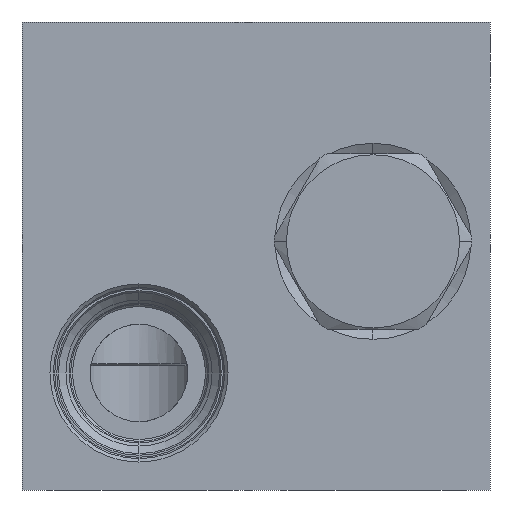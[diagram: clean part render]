
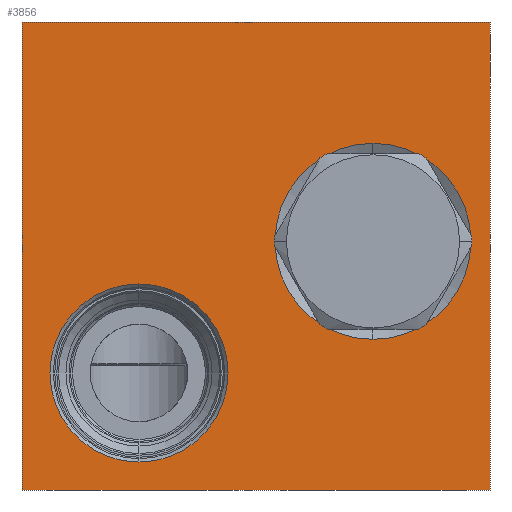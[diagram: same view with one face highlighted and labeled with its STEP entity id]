
A CAD part, left-side view. The second image highlights one B-rep face of the part: STEP entity #3856.
In plain terms, the highlighted planar face has unit normal (-1, 0, 0).
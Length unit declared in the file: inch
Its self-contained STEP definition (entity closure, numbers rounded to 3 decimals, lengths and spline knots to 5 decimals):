
#1=DIRECTION('',(0.,-1.,0.));
#2=VECTOR('',#1,3.);
#3=CARTESIAN_POINT('',(0.,0.,0.));
#4=LINE('',#3,#2);
#37=DIRECTION('',(0.,0.,1.));
#38=VECTOR('',#37,3.);
#39=CARTESIAN_POINT('',(0.,0.,0.));
#40=LINE('',#39,#38);
#41=CARTESIAN_POINT('',(0.,-2.25,1.594));
#42=DIRECTION('',(1.,0.,0.));
#43=DIRECTION('',(0.,0.,-1.));
#44=AXIS2_PLACEMENT_3D('',#41,#42,#43);
#46=CARTESIAN_POINT('',(0.,-2.25,1.594));
#47=DIRECTION('',(1.,0.,0.));
#48=DIRECTION('',(0.,0.,1.));
#49=AXIS2_PLACEMENT_3D('',#46,#47,#48);
#51=CARTESIAN_POINT('',(0.,-0.75,0.75));
#52=DIRECTION('',(1.,0.,0.));
#53=DIRECTION('',(0.,0.,-1.));
#54=AXIS2_PLACEMENT_3D('',#51,#52,#53);
#56=CARTESIAN_POINT('',(0.,-0.75,0.75));
#57=DIRECTION('',(1.,0.,0.));
#58=DIRECTION('',(0.,0.,1.));
#59=AXIS2_PLACEMENT_3D('',#56,#57,#58);
#109=DIRECTION('',(0.,0.,1.));
#110=VECTOR('',#109,3.);
#111=CARTESIAN_POINT('',(0.,-3.,0.));
#112=LINE('',#111,#110);
#133=DIRECTION('',(0.,-1.,0.));
#134=VECTOR('',#133,3.);
#135=CARTESIAN_POINT('',(0.,0.,3.));
#136=LINE('',#135,#134);
#3324=CARTESIAN_POINT('',(0.,0.,0.));
#3325=CARTESIAN_POINT('',(0.,-3.,0.));
#3326=VERTEX_POINT('',#3324);
#3327=VERTEX_POINT('',#3325);
#3332=CARTESIAN_POINT('',(0.,0.,3.));
#3333=CARTESIAN_POINT('',(0.,-3.,3.));
#3334=VERTEX_POINT('',#3332);
#3335=VERTEX_POINT('',#3333);
#3712=CARTESIAN_POINT('',(0.,-2.25,0.96571));
#3713=CARTESIAN_POINT('',(0.,-2.25,2.22229));
#3714=VERTEX_POINT('',#3712);
#3715=VERTEX_POINT('',#3713);
#3780=CARTESIAN_POINT('',(0.,-0.75,0.179));
#3781=CARTESIAN_POINT('',(0.,-0.75,1.321));
#3782=VERTEX_POINT('',#3780);
#3783=VERTEX_POINT('',#3781);
#3830=CARTESIAN_POINT('',(0.,0.,0.));
#3831=DIRECTION('',(-1.,0.,0.));
#3832=DIRECTION('',(0.,-1.,0.));
#3833=AXIS2_PLACEMENT_3D('',#3830,#3831,#3832);
#3834=PLANE('',#3833);
#3835=ORIENTED_EDGE('',*,*,#3807,.F.);
#3837=ORIENTED_EDGE('',*,*,#3836,.T.);
#3839=ORIENTED_EDGE('',*,*,#3838,.T.);
#3841=ORIENTED_EDGE('',*,*,#3840,.F.);
#3842=EDGE_LOOP('',(#3835,#3837,#3839,#3841));
#3843=FACE_OUTER_BOUND('',#3842,.F.);
#3845=ORIENTED_EDGE('',*,*,#3844,.F.);
#3847=ORIENTED_EDGE('',*,*,#3846,.F.);
#3848=EDGE_LOOP('',(#3845,#3847));
#3849=FACE_BOUND('',#3848,.F.);
#3851=ORIENTED_EDGE('',*,*,#3850,.F.);
#3853=ORIENTED_EDGE('',*,*,#3852,.F.);
#3854=EDGE_LOOP('',(#3851,#3853));
#3855=FACE_BOUND('',#3854,.F.);
#3856=ADVANCED_FACE('',(#3843,#3849,#3855),#3834,.T.);
#45=CIRCLE('',#44,0.62829);
#50=CIRCLE('',#49,0.62829);
#55=CIRCLE('',#54,0.571);
#60=CIRCLE('',#59,0.571);
#3807=EDGE_CURVE('',#3326,#3327,#4,.T.);
#3836=EDGE_CURVE('',#3326,#3334,#40,.T.);
#3838=EDGE_CURVE('',#3334,#3335,#136,.T.);
#3840=EDGE_CURVE('',#3327,#3335,#112,.T.);
#3844=EDGE_CURVE('',#3714,#3715,#45,.T.);
#3846=EDGE_CURVE('',#3715,#3714,#50,.T.);
#3850=EDGE_CURVE('',#3782,#3783,#55,.T.);
#3852=EDGE_CURVE('',#3783,#3782,#60,.T.);
